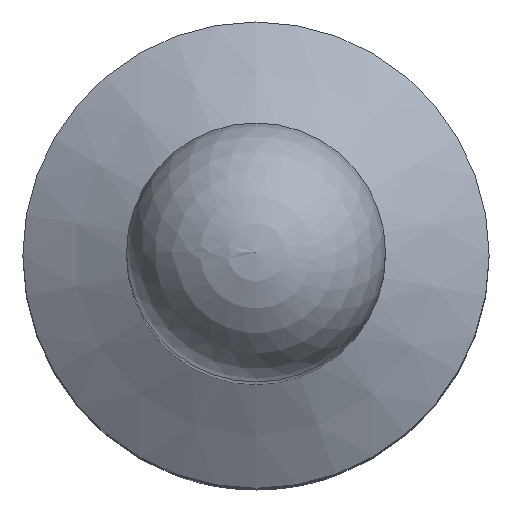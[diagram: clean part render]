
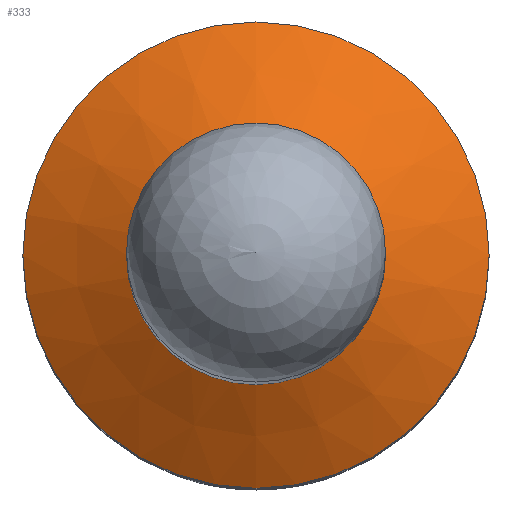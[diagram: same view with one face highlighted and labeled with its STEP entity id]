
A CAD part, top view. The second image highlights one B-rep face of the part: STEP entity #333.
In plain terms, the highlighted conical face has half-angle 60 degrees and reference radius 1.35 mm.
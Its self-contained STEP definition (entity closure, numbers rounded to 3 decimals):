
#155=CONICAL_SURFACE('',#2770,1.35,60.);
#333=ADVANCED_FACE('',(#490,#491),#155,.T.);
#490=FACE_BOUND('',#541,.T.);
#491=FACE_BOUND('',#542,.T.);
#541=EDGE_LOOP('',(#743));
#542=EDGE_LOOP('',(#744));
#743=ORIENTED_EDGE('',*,*,#1476,.T.);
#744=ORIENTED_EDGE('',*,*,#1477,.T.);
#1287=VERTEX_POINT('',#4097);
#1288=VERTEX_POINT('',#4099);
#1476=EDGE_CURVE('',#1287,#1287,#1775,.T.);
#1477=EDGE_CURVE('',#1288,#1288,#1776,.T.);
#1775=CIRCLE('',#2768,1.25);
#1776=CIRCLE('',#2769,2.25);
#2768=AXIS2_PLACEMENT_3D('',#4096,#3138,#3139);
#2769=AXIS2_PLACEMENT_3D('',#4098,#3140,#3141);
#2770=AXIS2_PLACEMENT_3D('',#4100,#3142,#3143);
#3138=DIRECTION('',(0.,0.,-1.));
#3139=DIRECTION('',(0.,1.,0.));
#3140=DIRECTION('',(0.,0.,1.));
#3141=DIRECTION('',(0.,1.,0.));
#3142=DIRECTION('',(0.,0.,-1.));
#3143=DIRECTION('',(-1.,0.,0.));
#4096=CARTESIAN_POINT('',(0.,0.,9.9));
#4097=CARTESIAN_POINT('',(0.,1.25,9.9));
#4098=CARTESIAN_POINT('',(0.,0.,9.323));
#4099=CARTESIAN_POINT('',(0.,2.25,9.323));
#4100=CARTESIAN_POINT('',(0.,0.,9.842));
